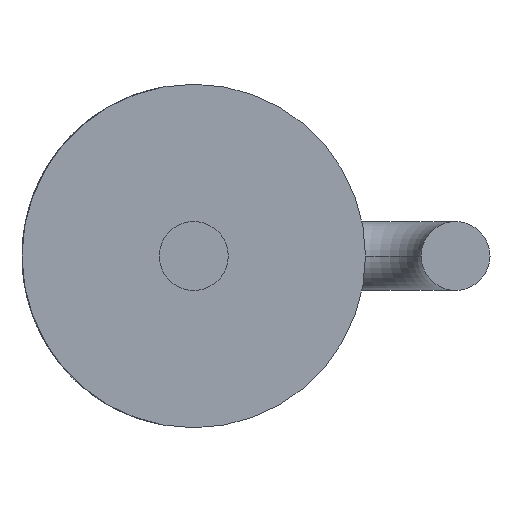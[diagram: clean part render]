
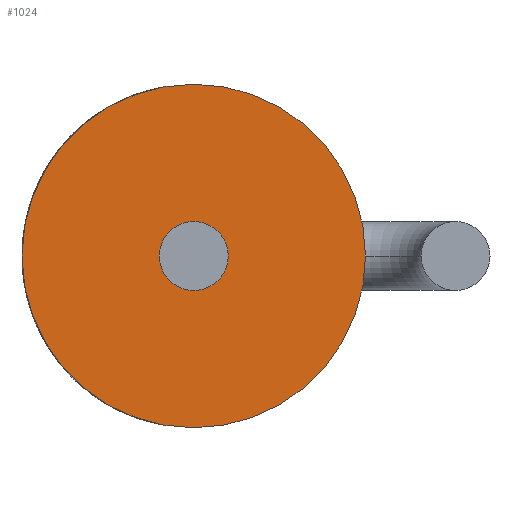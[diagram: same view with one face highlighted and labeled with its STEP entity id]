
A CAD part, front view. The second image highlights one B-rep face of the part: STEP entity #1024.
In plain terms, the highlighted planar face has unit normal (0, -1, 0).
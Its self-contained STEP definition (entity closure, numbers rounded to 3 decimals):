
#50 = DIRECTION ( 'NONE',  ( 0., 1., 0. ) ) ;
#75 = CARTESIAN_POINT ( 'NONE',  ( 0., 2., 0. ) ) ;
#96 = CARTESIAN_POINT ( 'NONE',  ( 0., 2., 2.5 ) ) ;
#257 = FACE_BOUND ( 'NONE', #3085, .T. ) ;
#292 = AXIS2_PLACEMENT_3D ( 'NONE', #3215, #1033, #2764 ) ;
#504 = DIRECTION ( 'NONE',  ( 0., 0., 1. ) ) ;
#698 = DIRECTION ( 'NONE',  ( 0., 0., 1. ) ) ;
#753 = CIRCLE ( 'NONE', #2629, 2.5 ) ;
#819 = VERTEX_POINT ( 'NONE', #4769 ) ;
#1020 = AXIS2_PLACEMENT_3D ( 'NONE', #1185, #3744, #4132 ) ;
#1024 = ADVANCED_FACE ( 'NONE', ( #257, #4612 ), #4162, .F. ) ;
#1033 = DIRECTION ( 'NONE',  ( 0., 1., 0. ) ) ;
#1131 = ORIENTED_EDGE ( 'NONE', *, *, #1669, .F. ) ;
#1185 = CARTESIAN_POINT ( 'NONE',  ( 0., 2., 0. ) ) ;
#1669 = EDGE_CURVE ( 'NONE', #4531, #4709, #2856, .T. ) ;
#1836 = EDGE_LOOP ( 'NONE', ( #3771, #3221 ) ) ;
#1897 = CIRCLE ( 'NONE', #1020, 0.502 ) ;
#2045 = DIRECTION ( 'NONE',  ( 0., 1., 0. ) ) ;
#2369 = ORIENTED_EDGE ( 'NONE', *, *, #4078, .F. ) ;
#2495 = EDGE_CURVE ( 'NONE', #3709, #819, #3317, .T. ) ;
#2508 = DIRECTION ( 'NONE',  ( 0., 0., 1. ) ) ;
#2629 = AXIS2_PLACEMENT_3D ( 'NONE', #75, #50, #504 ) ;
#2741 = CARTESIAN_POINT ( 'NONE',  ( 0.502, 2., 0. ) ) ;
#2764 = DIRECTION ( 'NONE',  ( 0., 0., 1. ) ) ;
#2856 = CIRCLE ( 'NONE', #4270, 0.502 ) ;
#2929 = CARTESIAN_POINT ( 'NONE',  ( 0., 2., 0. ) ) ;
#3085 = EDGE_LOOP ( 'NONE', ( #1131, #2369 ) ) ;
#3215 = CARTESIAN_POINT ( 'NONE',  ( 0., 2., 0. ) ) ;
#3221 = ORIENTED_EDGE ( 'NONE', *, *, #2495, .F. ) ;
#3263 = DIRECTION ( 'NONE',  ( 0., -1., 0. ) ) ;
#3317 = CIRCLE ( 'NONE', #292, 2.5 ) ;
#3709 = VERTEX_POINT ( 'NONE', #96 ) ;
#3744 = DIRECTION ( 'NONE',  ( 0., -1., 0. ) ) ;
#3771 = ORIENTED_EDGE ( 'NONE', *, *, #4144, .F. ) ;
#4078 = EDGE_CURVE ( 'NONE', #4709, #4531, #1897, .T. ) ;
#4132 = DIRECTION ( 'NONE',  ( 0., 0., 1. ) ) ;
#4144 = EDGE_CURVE ( 'NONE', #819, #3709, #753, .T. ) ;
#4162 = PLANE ( 'NONE',  #5084 ) ;
#4270 = AXIS2_PLACEMENT_3D ( 'NONE', #4584, #3263, #698 ) ;
#4512 = CARTESIAN_POINT ( 'NONE',  ( -0.502, 2., 0. ) ) ;
#4531 = VERTEX_POINT ( 'NONE', #2741 ) ;
#4584 = CARTESIAN_POINT ( 'NONE',  ( 0., 2., 0. ) ) ;
#4612 = FACE_OUTER_BOUND ( 'NONE', #1836, .T. ) ;
#4709 = VERTEX_POINT ( 'NONE', #4512 ) ;
#4769 = CARTESIAN_POINT ( 'NONE',  ( 0., 2., -2.5 ) ) ;
#5084 = AXIS2_PLACEMENT_3D ( 'NONE', #2929, #2045, #2508 ) ;
